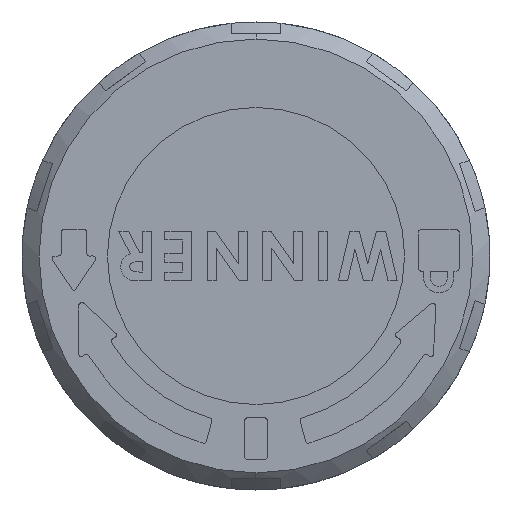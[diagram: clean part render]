
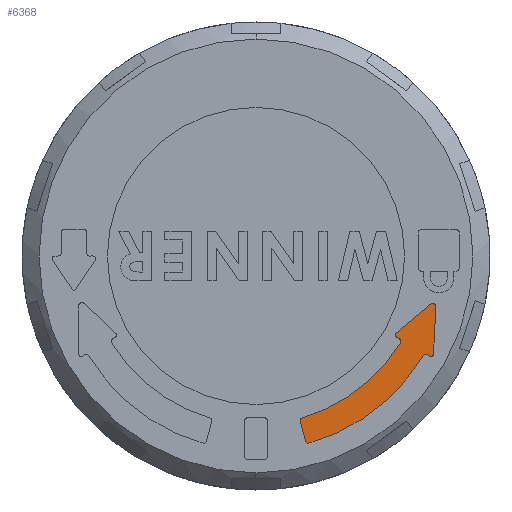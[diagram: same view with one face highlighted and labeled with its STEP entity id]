
A CAD part, left-side view. The second image highlights one B-rep face of the part: STEP entity #6368.
In plain terms, the highlighted planar face has unit normal (-1, 0, 0).
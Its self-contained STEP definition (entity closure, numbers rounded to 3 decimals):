
#10 = CARTESIAN_POINT ( 'NONE',  ( -47.14, -13.438, -3.853 ) ) ;
#32 = CARTESIAN_POINT ( 'NONE',  ( -47.14, -10.698, -6.177 ) ) ;
#61 = DIRECTION ( 'NONE',  ( 0., -0.866, -0.5 ) ) ;
#275 = PLANE ( 'NONE',  #4293 ) ;
#360 = CARTESIAN_POINT ( 'NONE',  ( -47.14, -3.503, -12.311 ) ) ;
#461 = CARTESIAN_POINT ( 'NONE',  ( -47.14, -12.907, -7.74 ) ) ;
#508 = ORIENTED_EDGE ( 'NONE', *, *, #11281, .T. ) ;
#556 = CARTESIAN_POINT ( 'NONE',  ( -47.14, -10.866, -6.274 ) ) ;
#612 = AXIS2_PLACEMENT_3D ( 'NONE', #5065, #14063, #12895 ) ;
#842 = CIRCLE ( 'NONE', #3908, 0.25 ) ;
#885 = DIRECTION ( 'NONE',  ( 0., 0., 1. ) ) ;
#978 = CARTESIAN_POINT ( 'NONE',  ( -47.14, -3.364, -12.556 ) ) ;
#1053 = EDGE_CURVE ( 'NONE', #10817, #6372, #9261, .T. ) ;
#1405 = CARTESIAN_POINT ( 'NONE',  ( -47.14, -3.778, -14.101 ) ) ;
#1410 = VERTEX_POINT ( 'NONE', #360 ) ;
#1531 = ORIENTED_EDGE ( 'NONE', *, *, #11383, .T. ) ;
#1584 = VERTEX_POINT ( 'NONE', #10547 ) ;
#1745 = EDGE_LOOP ( 'NONE', ( #508, #2782, #8795, #9845, #13932, #3806, #2452, #5951, #2479, #4379, #9678, #13337, #3684, #9410, #1531, #3377 ) ) ;
#1781 = VERTEX_POINT ( 'NONE', #12883 ) ;
#1856 = EDGE_CURVE ( 'NONE', #13834, #2598, #11492, .T. ) ;
#1945 = CARTESIAN_POINT ( 'NONE',  ( -47.14, -13.278, -3.662 ) ) ;
#2093 = CARTESIAN_POINT ( 'NONE',  ( -47.14, -12.907, -7.74 ) ) ;
#2159 = VECTOR ( 'NONE', #61, 1000. ) ;
#2243 = CARTESIAN_POINT ( 'NONE',  ( -47.14, -12.692, -7.612 ) ) ;
#2353 = CARTESIAN_POINT ( 'NONE',  ( -47.14, -12.907, -7.74 ) ) ;
#2452 = ORIENTED_EDGE ( 'NONE', *, *, #2879, .T. ) ;
#2479 = ORIENTED_EDGE ( 'NONE', *, *, #12688, .T. ) ;
#2598 = VERTEX_POINT ( 'NONE', #1405 ) ;
#2637 = DIRECTION ( 'NONE',  ( -1., 0., 0. ) ) ;
#2782 = ORIENTED_EDGE ( 'NONE', *, *, #11513, .T. ) ;
#2879 = EDGE_CURVE ( 'NONE', #11380, #1584, #6654, .T. ) ;
#2895 = CARTESIAN_POINT ( 'NONE',  ( -47.14, -13.5, -7.458 ) ) ;
#2896 = CARTESIAN_POINT ( 'NONE',  ( -47.14, -13.438, -3.603 ) ) ;
#3002 = DIRECTION ( 'NONE',  ( -1., 0., 0. ) ) ;
#3293 = DIRECTION ( 'NONE',  ( 1., 0., 0. ) ) ;
#3368 = AXIS2_PLACEMENT_3D ( 'NONE', #10, #14135, #13126 ) ;
#3377 = ORIENTED_EDGE ( 'NONE', *, *, #1053, .T. ) ;
#3392 = CARTESIAN_POINT ( 'NONE',  ( -47.14, -13.5, -7.458 ) ) ;
#3684 = ORIENTED_EDGE ( 'NONE', *, *, #8235, .T. ) ;
#3806 = ORIENTED_EDGE ( 'NONE', *, *, #5282, .T. ) ;
#3908 = AXIS2_PLACEMENT_3D ( 'NONE', #9176, #5976, #13579 ) ;
#3949 = CIRCLE ( 'NONE', #4513, 0.2 ) ;
#4207 = VERTEX_POINT ( 'NONE', #14101 ) ;
#4253 = VERTEX_POINT ( 'NONE', #10959 ) ;
#4293 = AXIS2_PLACEMENT_3D ( 'NONE', #2353, #7965, #5559 ) ;
#4379 = ORIENTED_EDGE ( 'NONE', *, *, #12219, .T. ) ;
#4513 = AXIS2_PLACEMENT_3D ( 'NONE', #10653, #3002, #12844 ) ;
#4612 = CARTESIAN_POINT ( 'NONE',  ( -47.14, -3.557, -12.504 ) ) ;
#4630 = CIRCLE ( 'NONE', #4646, 12.8 ) ;
#4646 = AXIS2_PLACEMENT_3D ( 'NONE', #9003, #6826, #5753 ) ;
#4891 = CARTESIAN_POINT ( 'NONE',  ( -47.14, -10.741, -6.49 ) ) ;
#5065 = CARTESIAN_POINT ( 'NONE',  ( -47.14, 0., 0. ) ) ;
#5145 = CIRCLE ( 'NONE', #13352, 0.25 ) ;
#5195 = EDGE_CURVE ( 'NONE', #1781, #1410, #4630, .T. ) ;
#5238 = CARTESIAN_POINT ( 'NONE',  ( -47.14, -3.364, -12.556 ) ) ;
#5282 = EDGE_CURVE ( 'NONE', #5578, #11380, #842, .T. ) ;
#5335 = EDGE_CURVE ( 'NONE', #8353, #1781, #9617, .T. ) ;
#5559 = DIRECTION ( 'NONE',  ( 0., 0., 1. ) ) ;
#5578 = VERTEX_POINT ( 'NONE', #9352 ) ;
#5753 = DIRECTION ( 'NONE',  ( 0., 0., -1. ) ) ;
#5771 = VECTOR ( 'NONE', #7820, 1000. ) ;
#5951 = ORIENTED_EDGE ( 'NONE', *, *, #13287, .T. ) ;
#5976 = DIRECTION ( 'NONE',  ( -1., 0., 0. ) ) ;
#6343 = AXIS2_PLACEMENT_3D ( 'NONE', #11378, #2637, #10306 ) ;
#6368 = ADVANCED_FACE ( 'NONE', ( #14232 ), #275, .T. ) ;
#6372 = VERTEX_POINT ( 'NONE', #2243 ) ;
#6528 = AXIS2_PLACEMENT_3D ( 'NONE', #4612, #7848, #8031 ) ;
#6654 = CIRCLE ( 'NONE', #3368, 0.25 ) ;
#6826 = DIRECTION ( 'NONE',  ( 1., 0., 0. ) ) ;
#6862 = AXIS2_PLACEMENT_3D ( 'NONE', #4891, #8209, #12438 ) ;
#7067 = DIRECTION ( 'NONE',  ( 0., 0., 1. ) ) ;
#7497 = LINE ( 'NONE', #1945, #12160 ) ;
#7670 = CIRCLE ( 'NONE', #12175, 0.2 ) ;
#7701 = CARTESIAN_POINT ( 'NONE',  ( -47.14, -4.026, -14.242 ) ) ;
#7820 = DIRECTION ( 'NONE',  ( 0., -0.866, -0.5 ) ) ;
#7848 = DIRECTION ( 'NONE',  ( -1., 0., 0. ) ) ;
#7965 = DIRECTION ( 'NONE',  ( -1., 0., 0. ) ) ;
#7990 = VERTEX_POINT ( 'NONE', #10474 ) ;
#8009 = LINE ( 'NONE', #13225, #2159 ) ;
#8031 = DIRECTION ( 'NONE',  ( 0., 0., -1. ) ) ;
#8128 = EDGE_CURVE ( 'NONE', #13594, #7990, #8009, .T. ) ;
#8209 = DIRECTION ( 'NONE',  ( 1., 0., 0. ) ) ;
#8235 = EDGE_CURVE ( 'NONE', #1410, #13834, #11974, .T. ) ;
#8353 = VERTEX_POINT ( 'NONE', #556 ) ;
#8561 = VECTOR ( 'NONE', #14244, 1000. ) ;
#8711 = LINE ( 'NONE', #32, #5771 ) ;
#8795 = ORIENTED_EDGE ( 'NONE', *, *, #8128, .T. ) ;
#9003 = CARTESIAN_POINT ( 'NONE',  ( -47.14, 0., 0. ) ) ;
#9176 = CARTESIAN_POINT ( 'NONE',  ( -47.14, -13.438, -3.853 ) ) ;
#9214 = DIRECTION ( 'NONE',  ( 0., 0., 1. ) ) ;
#9261 = CIRCLE ( 'NONE', #612, 14.8 ) ;
#9299 = DIRECTION ( 'NONE',  ( 1., 0., 0. ) ) ;
#9352 = CARTESIAN_POINT ( 'NONE',  ( -47.14, -13.688, -3.866 ) ) ;
#9410 = ORIENTED_EDGE ( 'NONE', *, *, #1856, .T. ) ;
#9542 = VECTOR ( 'NONE', #11103, 1000. ) ;
#9617 = CIRCLE ( 'NONE', #6862, 0.25 ) ;
#9678 = ORIENTED_EDGE ( 'NONE', *, *, #5335, .T. ) ;
#9845 = ORIENTED_EDGE ( 'NONE', *, *, #13709, .T. ) ;
#10082 = CIRCLE ( 'NONE', #6343, 0.2 ) ;
#10306 = DIRECTION ( 'NONE',  ( 0., 0., 1. ) ) ;
#10474 = CARTESIAN_POINT ( 'NONE',  ( -47.14, -13.2, -7.621 ) ) ;
#10547 = CARTESIAN_POINT ( 'NONE',  ( -47.14, -13.278, -3.662 ) ) ;
#10653 = CARTESIAN_POINT ( 'NONE',  ( -47.14, -3.972, -14.049 ) ) ;
#10817 = VERTEX_POINT ( 'NONE', #7701 ) ;
#10959 = CARTESIAN_POINT ( 'NONE',  ( -47.14, -10.698, -6.177 ) ) ;
#11000 = CARTESIAN_POINT ( 'NONE',  ( -47.14, -13.032, -7.524 ) ) ;
#11103 = DIRECTION ( 'NONE',  ( 0., -0.052, 0.999 ) ) ;
#11281 = EDGE_CURVE ( 'NONE', #6372, #4207, #13599, .T. ) ;
#11378 = CARTESIAN_POINT ( 'NONE',  ( -47.14, -10.798, -6.003 ) ) ;
#11380 = VERTEX_POINT ( 'NONE', #2896 ) ;
#11383 = EDGE_CURVE ( 'NONE', #2598, #10817, #3949, .T. ) ;
#11492 = LINE ( 'NONE', #978, #8561 ) ;
#11513 = EDGE_CURVE ( 'NONE', #4207, #13594, #5145, .T. ) ;
#11595 = DIRECTION ( 'NONE',  ( -1., 0., 0. ) ) ;
#11974 = CIRCLE ( 'NONE', #6528, 0.2 ) ;
#12116 = VERTEX_POINT ( 'NONE', #2895 ) ;
#12160 = VECTOR ( 'NONE', #14047, 1000. ) ;
#12175 = AXIS2_PLACEMENT_3D ( 'NONE', #13655, #11595, #7067 ) ;
#12219 = EDGE_CURVE ( 'NONE', #4253, #8353, #8711, .T. ) ;
#12438 = DIRECTION ( 'NONE',  ( 0., 0., 1. ) ) ;
#12473 = LINE ( 'NONE', #3392, #9542 ) ;
#12688 = EDGE_CURVE ( 'NONE', #13442, #4253, #10082, .T. ) ;
#12844 = DIRECTION ( 'NONE',  ( 0., 0., 1. ) ) ;
#12883 = CARTESIAN_POINT ( 'NONE',  ( -47.14, -10.955, -6.62 ) ) ;
#12895 = DIRECTION ( 'NONE',  ( 0., 0., 1. ) ) ;
#13062 = AXIS2_PLACEMENT_3D ( 'NONE', #461, #9299, #9214 ) ;
#13126 = DIRECTION ( 'NONE',  ( 0., 0., 1. ) ) ;
#13225 = CARTESIAN_POINT ( 'NONE',  ( -47.14, -13.032, -7.524 ) ) ;
#13287 = EDGE_CURVE ( 'NONE', #1584, #13442, #7497, .T. ) ;
#13337 = ORIENTED_EDGE ( 'NONE', *, *, #5195, .T. ) ;
#13352 = AXIS2_PLACEMENT_3D ( 'NONE', #2093, #3293, #885 ) ;
#13442 = VERTEX_POINT ( 'NONE', #14152 ) ;
#13579 = DIRECTION ( 'NONE',  ( 0., 0., 1. ) ) ;
#13588 = EDGE_CURVE ( 'NONE', #12116, #5578, #12473, .T. ) ;
#13594 = VERTEX_POINT ( 'NONE', #11000 ) ;
#13599 = CIRCLE ( 'NONE', #13062, 0.25 ) ;
#13655 = CARTESIAN_POINT ( 'NONE',  ( -47.14, -13.3, -7.448 ) ) ;
#13709 = EDGE_CURVE ( 'NONE', #7990, #12116, #7670, .T. ) ;
#13834 = VERTEX_POINT ( 'NONE', #5238 ) ;
#13932 = ORIENTED_EDGE ( 'NONE', *, *, #13588, .T. ) ;
#14047 = DIRECTION ( 'NONE',  ( 0., 0.766, -0.643 ) ) ;
#14063 = DIRECTION ( 'NONE',  ( -1., 0., 0. ) ) ;
#14101 = CARTESIAN_POINT ( 'NONE',  ( -47.14, -12.907, -7.49 ) ) ;
#14135 = DIRECTION ( 'NONE',  ( -1., 0., 0. ) ) ;
#14152 = CARTESIAN_POINT ( 'NONE',  ( -47.14, -10.67, -5.85 ) ) ;
#14232 = FACE_OUTER_BOUND ( 'NONE', #1745, .T. ) ;
#14244 = DIRECTION ( 'NONE',  ( 0., -0.259, -0.966 ) ) ;
